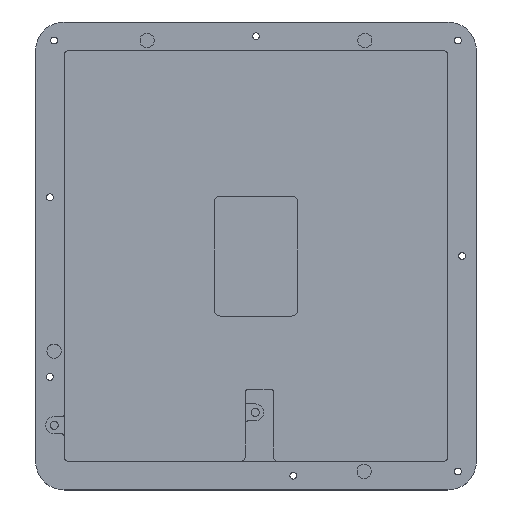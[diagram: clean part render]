
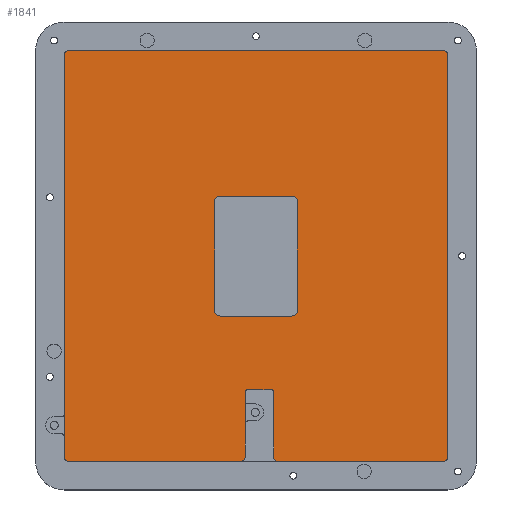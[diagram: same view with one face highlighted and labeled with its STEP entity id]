
A CAD part, top view. The second image highlights one B-rep face of the part: STEP entity #1841.
In plain terms, the highlighted planar face has unit normal (0, 0, 1).
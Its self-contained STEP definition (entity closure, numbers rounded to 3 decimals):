
#39=FACE_BOUND('',#312,.T.);
#86=PLANE('',#2041);
#178=FACE_OUTER_BOUND('',#311,.T.);
#311=EDGE_LOOP('',(#1504,#1505,#1506,#1507,#1508,#1509,#1510,#1511,#1512,
#1513,#1514,#1515,#1516,#1517,#1518,#1519));
#312=EDGE_LOOP('',(#1520,#1521,#1522,#1523,#1524,#1525,#1526,#1527));
#442=LINE('',#3012,#588);
#457=LINE('',#3070,#603);
#460=LINE('',#3074,#606);
#463=LINE('',#3089,#609);
#464=LINE('',#3092,#610);
#465=LINE('',#3096,#611);
#466=LINE('',#3100,#612);
#467=LINE('',#3103,#613);
#468=LINE('',#3106,#614);
#469=LINE('',#3110,#615);
#470=LINE('',#3114,#616);
#471=LINE('',#3118,#617);
#588=VECTOR('',#2458,10.);
#603=VECTOR('',#2507,10.);
#606=VECTOR('',#2510,10.);
#609=VECTOR('',#2527,10.);
#610=VECTOR('',#2530,10.);
#611=VECTOR('',#2533,10.);
#612=VECTOR('',#2536,10.);
#613=VECTOR('',#2539,10.);
#614=VECTOR('',#2540,10.);
#615=VECTOR('',#2543,10.);
#616=VECTOR('',#2546,10.);
#617=VECTOR('',#2549,10.);
#729=CIRCLE('',#2021,1.5);
#742=CIRCLE('',#2037,1.5);
#743=CIRCLE('',#2039,1.5);
#745=CIRCLE('',#2042,0.5);
#746=CIRCLE('',#2043,0.5);
#747=CIRCLE('',#2044,1.5);
#748=CIRCLE('',#2045,1.5);
#749=CIRCLE('',#2046,1.5);
#750=CIRCLE('',#2047,2.);
#751=CIRCLE('',#2048,2.);
#752=CIRCLE('',#2049,2.);
#753=CIRCLE('',#2050,2.);
#869=VERTEX_POINT('',#3009);
#870=VERTEX_POINT('',#3011);
#873=VERTEX_POINT('',#3018);
#894=VERTEX_POINT('',#3065);
#895=VERTEX_POINT('',#3067);
#896=VERTEX_POINT('',#3069);
#898=VERTEX_POINT('',#3076);
#899=VERTEX_POINT('',#3080);
#901=VERTEX_POINT('',#3086);
#902=VERTEX_POINT('',#3088);
#903=VERTEX_POINT('',#3090);
#904=VERTEX_POINT('',#3093);
#905=VERTEX_POINT('',#3095);
#906=VERTEX_POINT('',#3097);
#907=VERTEX_POINT('',#3099);
#908=VERTEX_POINT('',#3101);
#909=VERTEX_POINT('',#3104);
#910=VERTEX_POINT('',#3105);
#911=VERTEX_POINT('',#3107);
#912=VERTEX_POINT('',#3109);
#913=VERTEX_POINT('',#3111);
#914=VERTEX_POINT('',#3113);
#915=VERTEX_POINT('',#3115);
#916=VERTEX_POINT('',#3117);
#1090=EDGE_CURVE('',#869,#870,#442,.T.);
#1095=EDGE_CURVE('',#870,#873,#729,.T.);
#1119=EDGE_CURVE('',#896,#895,#457,.T.);
#1122=EDGE_CURVE('',#894,#873,#460,.T.);
#1124=EDGE_CURVE('',#894,#898,#742,.T.);
#1125=EDGE_CURVE('',#896,#899,#743,.T.);
#1128=EDGE_CURVE('',#869,#901,#745,.F.);
#1129=EDGE_CURVE('',#902,#901,#463,.T.);
#1130=EDGE_CURVE('',#902,#903,#746,.F.);
#1131=EDGE_CURVE('',#899,#903,#464,.T.);
#1132=EDGE_CURVE('',#904,#895,#747,.T.);
#1133=EDGE_CURVE('',#904,#905,#465,.T.);
#1134=EDGE_CURVE('',#906,#905,#748,.T.);
#1135=EDGE_CURVE('',#906,#907,#466,.T.);
#1136=EDGE_CURVE('',#908,#907,#749,.T.);
#1137=EDGE_CURVE('',#908,#898,#467,.T.);
#1138=EDGE_CURVE('',#909,#910,#468,.T.);
#1139=EDGE_CURVE('',#909,#911,#750,.T.);
#1140=EDGE_CURVE('',#912,#911,#469,.T.);
#1141=EDGE_CURVE('',#912,#913,#751,.T.);
#1142=EDGE_CURVE('',#914,#913,#470,.T.);
#1143=EDGE_CURVE('',#914,#915,#752,.T.);
#1144=EDGE_CURVE('',#916,#915,#471,.T.);
#1145=EDGE_CURVE('',#916,#910,#753,.T.);
#1504=ORIENTED_EDGE('',*,*,#1095,.F.);
#1505=ORIENTED_EDGE('',*,*,#1090,.F.);
#1506=ORIENTED_EDGE('',*,*,#1128,.T.);
#1507=ORIENTED_EDGE('',*,*,#1129,.F.);
#1508=ORIENTED_EDGE('',*,*,#1130,.T.);
#1509=ORIENTED_EDGE('',*,*,#1131,.F.);
#1510=ORIENTED_EDGE('',*,*,#1125,.F.);
#1511=ORIENTED_EDGE('',*,*,#1119,.T.);
#1512=ORIENTED_EDGE('',*,*,#1132,.F.);
#1513=ORIENTED_EDGE('',*,*,#1133,.T.);
#1514=ORIENTED_EDGE('',*,*,#1134,.F.);
#1515=ORIENTED_EDGE('',*,*,#1135,.T.);
#1516=ORIENTED_EDGE('',*,*,#1136,.F.);
#1517=ORIENTED_EDGE('',*,*,#1137,.T.);
#1518=ORIENTED_EDGE('',*,*,#1124,.F.);
#1519=ORIENTED_EDGE('',*,*,#1122,.T.);
#1520=ORIENTED_EDGE('',*,*,#1138,.F.);
#1521=ORIENTED_EDGE('',*,*,#1139,.T.);
#1522=ORIENTED_EDGE('',*,*,#1140,.F.);
#1523=ORIENTED_EDGE('',*,*,#1141,.T.);
#1524=ORIENTED_EDGE('',*,*,#1142,.F.);
#1525=ORIENTED_EDGE('',*,*,#1143,.T.);
#1526=ORIENTED_EDGE('',*,*,#1144,.F.);
#1527=ORIENTED_EDGE('',*,*,#1145,.T.);
#1841=ADVANCED_FACE('',(#178,#39),#86,.T.);
#2021=AXIS2_PLACEMENT_3D('',#3021,#2466,#2467);
#2037=AXIS2_PLACEMENT_3D('',#3078,#2514,#2515);
#2039=AXIS2_PLACEMENT_3D('',#3081,#2518,#2519);
#2041=AXIS2_PLACEMENT_3D('',#3085,#2523,#2524);
#2042=AXIS2_PLACEMENT_3D('',#3087,#2525,#2526);
#2043=AXIS2_PLACEMENT_3D('',#3091,#2528,#2529);
#2044=AXIS2_PLACEMENT_3D('',#3094,#2531,#2532);
#2045=AXIS2_PLACEMENT_3D('',#3098,#2534,#2535);
#2046=AXIS2_PLACEMENT_3D('',#3102,#2537,#2538);
#2047=AXIS2_PLACEMENT_3D('',#3108,#2541,#2542);
#2048=AXIS2_PLACEMENT_3D('',#3112,#2544,#2545);
#2049=AXIS2_PLACEMENT_3D('',#3116,#2547,#2548);
#2050=AXIS2_PLACEMENT_3D('',#3119,#2550,#2551);
#2458=DIRECTION('',(0.,-1.,0.));
#2466=DIRECTION('center_axis',(0.,0.,-1.));
#2467=DIRECTION('ref_axis',(0.707,-0.707,0.));
#2507=DIRECTION('',(1.,0.,0.));
#2510=DIRECTION('',(1.,0.,0.));
#2514=DIRECTION('center_axis',(0.,0.,-1.));
#2515=DIRECTION('ref_axis',(-0.707,-0.707,0.));
#2518=DIRECTION('center_axis',(0.,0.,-1.));
#2519=DIRECTION('ref_axis',(-0.707,-0.707,0.));
#2523=DIRECTION('center_axis',(0.,0.,1.));
#2524=DIRECTION('ref_axis',(1.,0.,0.));
#2525=DIRECTION('center_axis',(0.,0.,1.));
#2526=DIRECTION('ref_axis',(-0.707,0.707,0.));
#2527=DIRECTION('',(-1.,0.,0.));
#2528=DIRECTION('center_axis',(0.,0.,1.));
#2529=DIRECTION('ref_axis',(0.707,0.707,0.));
#2530=DIRECTION('',(0.,1.,0.));
#2531=DIRECTION('center_axis',(0.,0.,-1.));
#2532=DIRECTION('ref_axis',(0.707,-0.707,0.));
#2533=DIRECTION('',(0.,1.,0.));
#2534=DIRECTION('center_axis',(0.,0.,-1.));
#2535=DIRECTION('ref_axis',(0.707,0.707,0.));
#2536=DIRECTION('',(-1.,0.,0.));
#2537=DIRECTION('center_axis',(0.,0.,-1.));
#2538=DIRECTION('ref_axis',(-0.707,0.707,0.));
#2539=DIRECTION('',(0.,-1.,0.));
#2540=DIRECTION('',(-1.,0.,0.));
#2541=DIRECTION('center_axis',(0.,0.,-1.));
#2542=DIRECTION('ref_axis',(0.707,0.707,0.));
#2543=DIRECTION('',(0.,1.,0.));
#2544=DIRECTION('center_axis',(0.,0.,-1.));
#2545=DIRECTION('ref_axis',(0.707,-0.707,0.));
#2546=DIRECTION('',(1.,0.,0.));
#2547=DIRECTION('center_axis',(0.,0.,-1.));
#2548=DIRECTION('ref_axis',(-0.707,-0.707,0.));
#2549=DIRECTION('',(0.,-1.,0.));
#2550=DIRECTION('center_axis',(0.,0.,-1.));
#2551=DIRECTION('ref_axis',(-0.707,0.707,0.));
#3009=CARTESIAN_POINT('',(-60.963,-95.037,-14.));
#3011=CARTESIAN_POINT('',(-60.963,-118.037,-14.));
#3012=CARTESIAN_POINT('',(-60.963,-83.581,-14.));
#3018=CARTESIAN_POINT('',(-62.463,-119.537,-14.));
#3021=CARTESIAN_POINT('Origin',(-62.463,-118.037,-14.));
#3065=CARTESIAN_POINT('',(-122.8,-119.537,-14.));
#3067=CARTESIAN_POINT('',(8.5,-119.537,-14.));
#3069=CARTESIAN_POINT('',(-49.463,-119.537,-14.));
#3070=CARTESIAN_POINT('',(10.,-119.537,-14.));
#3074=CARTESIAN_POINT('',(10.,-119.537,-14.));
#3076=CARTESIAN_POINT('',(-124.3,-118.037,-14.));
#3078=CARTESIAN_POINT('Origin',(-122.8,-118.037,-14.));
#3080=CARTESIAN_POINT('',(-50.963,-118.037,-14.));
#3081=CARTESIAN_POINT('Origin',(-49.463,-118.037,-14.));
#3085=CARTESIAN_POINT('Origin',(-57.15,-47.625,-14.));
#3086=CARTESIAN_POINT('',(-60.463,-94.537,-14.));
#3087=CARTESIAN_POINT('Origin',(-60.463,-95.037,-14.));
#3088=CARTESIAN_POINT('',(-51.463,-94.537,-14.));
#3089=CARTESIAN_POINT('',(-59.056,-94.537,-14.));
#3090=CARTESIAN_POINT('',(-50.963,-95.037,-14.));
#3091=CARTESIAN_POINT('Origin',(-51.463,-95.037,-14.));
#3092=CARTESIAN_POINT('',(-50.963,-71.081,-14.));
#3093=CARTESIAN_POINT('',(10.,-118.037,-14.));
#3094=CARTESIAN_POINT('Origin',(8.5,-118.037,-14.));
#3095=CARTESIAN_POINT('',(10.,22.788,-14.));
#3096=CARTESIAN_POINT('',(10.,24.288,-14.));
#3097=CARTESIAN_POINT('',(8.5,24.288,-14.));
#3098=CARTESIAN_POINT('Origin',(8.5,22.788,-14.));
#3099=CARTESIAN_POINT('',(-122.8,24.288,-14.));
#3100=CARTESIAN_POINT('',(-124.3,24.288,-14.));
#3101=CARTESIAN_POINT('',(-124.3,22.788,-14.));
#3102=CARTESIAN_POINT('Origin',(-122.8,22.788,-14.));
#3103=CARTESIAN_POINT('',(-124.3,-119.537,-14.));
#3104=CARTESIAN_POINT('',(-44.65,-26.625,-14.));
#3105=CARTESIAN_POINT('',(-69.65,-26.625,-14.));
#3106=CARTESIAN_POINT('',(-49.9,-26.625,-14.));
#3107=CARTESIAN_POINT('',(-42.65,-28.625,-14.));
#3108=CARTESIAN_POINT('Origin',(-44.65,-28.625,-14.));
#3109=CARTESIAN_POINT('',(-42.65,-66.625,-14.));
#3110=CARTESIAN_POINT('',(-42.65,-58.125,-14.));
#3111=CARTESIAN_POINT('',(-44.65,-68.625,-14.));
#3112=CARTESIAN_POINT('Origin',(-44.65,-66.625,-14.));
#3113=CARTESIAN_POINT('',(-69.65,-68.625,-14.));
#3114=CARTESIAN_POINT('',(-64.4,-68.625,-14.));
#3115=CARTESIAN_POINT('',(-71.65,-66.625,-14.));
#3116=CARTESIAN_POINT('Origin',(-69.65,-66.625,-14.));
#3117=CARTESIAN_POINT('',(-71.65,-28.625,-14.));
#3118=CARTESIAN_POINT('',(-71.65,-37.125,-14.));
#3119=CARTESIAN_POINT('Origin',(-69.65,-28.625,-14.));
